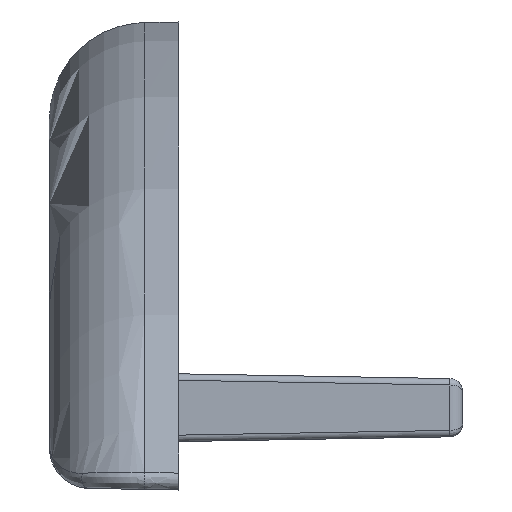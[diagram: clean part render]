
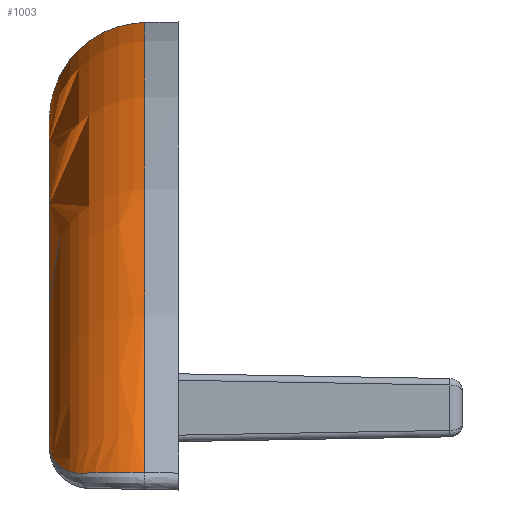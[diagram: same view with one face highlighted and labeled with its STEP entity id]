
A CAD part, left-side view. The second image highlights one B-rep face of the part: STEP entity #1003.
In plain terms, the highlighted toroidal (fillet/blend) face has major radius 52.155 mm and minor radius 3 mm.
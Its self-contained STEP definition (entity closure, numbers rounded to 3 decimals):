
#207 = CARTESIAN_POINT ( 'NONE',  ( 30.961, 4., -5.702 ) ) ;
#210 = CARTESIAN_POINT ( 'NONE',  ( 35.568, 2.963, -6.48 ) ) ;
#229 = VERTEX_POINT ( 'NONE', #385 ) ;
#322 = CARTESIAN_POINT ( 'NONE',  ( -32.548, 3.921, -6.019 ) ) ;
#385 = CARTESIAN_POINT ( 'NONE',  ( -35.568, 2.963, -6.48 ) ) ;
#415 = CARTESIAN_POINT ( 'NONE',  ( -35.717, 2.845, -6.474 ) ) ;
#439 = ORIENTED_EDGE ( 'NONE', *, *, #4684, .T. ) ;
#440 = B_SPLINE_CURVE_WITH_KNOTS ( 'NONE', 3,
 ( #2421, #3195, #1316, #3942, #1702, #4317, #2080, #4693, #2460, #210 ),
 .UNSPECIFIED., .F., .F.,
 ( 4, 2, 2, 2, 4 ),
 ( 0., 0.001, 0.001, 0.002, 0.002 ),
 .UNSPECIFIED. ) ;
#568 = CARTESIAN_POINT ( 'NONE',  ( 35.568, 2.963, -6.48 ) ) ;
#669 = TOROIDAL_SURFACE ( 'NONE', #4631, 52.155, 3. ) ;
#700 = CARTESIAN_POINT ( 'NONE',  ( -33.723, 3.73, -6.248 ) ) ;
#941 = CARTESIAN_POINT ( 'NONE',  ( 35.23, 3.191, -6.473 ) ) ;
#1003 = ADVANCED_FACE ( 'NONE', ( #3656 ), #669, .T. ) ;
#1062 = AXIS2_PLACEMENT_3D ( 'NONE', #3745, #1501, #4110 ) ;
#1078 = CARTESIAN_POINT ( 'NONE',  ( -34.676, 3.443, -6.408 ) ) ;
#1081 = EDGE_CURVE ( 'NONE', #3424, #4665, #440, .T. ) ;
#1089 = CARTESIAN_POINT ( 'NONE',  ( 30.961, 4., -5.702 ) ) ;
#1167 = CARTESIAN_POINT ( 'NONE',  ( -36.108, 2.44, -6.462 ) ) ;
#1314 = CARTESIAN_POINT ( 'NONE',  ( 34.676, 3.443, -6.408 ) ) ;
#1316 = CARTESIAN_POINT ( 'NONE',  ( 36.61, 1.428, -6.453 ) ) ;
#1425 = B_SPLINE_CURVE_WITH_KNOTS ( 'NONE', 3,
 ( #2941, #2198, #2577, #322, #2956, #700, #3321, #1078, #3698, #1463, #4075, #1837 ),
 .UNSPECIFIED., .F., .F.,
 ( 4, 2, 2, 2, 2, 4 ),
 ( 0., 0.001, 0.002, 0.004, 0.004, 0.005 ),
 .UNSPECIFIED. ) ;
#1463 = CARTESIAN_POINT ( 'NONE',  ( -35.23, 3.191, -6.473 ) ) ;
#1501 = DIRECTION ( 'NONE',  ( 0., -1., 0. ) ) ;
#1504 = DIRECTION ( 'NONE',  ( 0., 1., 0. ) ) ;
#1542 = CARTESIAN_POINT ( 'NONE',  ( -36.417, 1.963, -6.454 ) ) ;
#1560 = DIRECTION ( 'NONE',  ( 0., -1., 0. ) ) ;
#1701 = CARTESIAN_POINT ( 'NONE',  ( 33.723, 3.73, -6.248 ) ) ;
#1702 = CARTESIAN_POINT ( 'NONE',  ( 36.418, 1.961, -6.454 ) ) ;
#1837 = CARTESIAN_POINT ( 'NONE',  ( -35.568, 2.963, -6.48 ) ) ;
#1906 = CARTESIAN_POINT ( 'NONE',  ( -35.568, 2.963, -6.48 ) ) ;
#1927 = CARTESIAN_POINT ( 'NONE',  ( -36.609, 1.43, -6.453 ) ) ;
#1957 = ORIENTED_EDGE ( 'NONE', *, *, #1081, .T. ) ;
#2079 = CARTESIAN_POINT ( 'NONE',  ( 32.548, 3.921, -6.019 ) ) ;
#2080 = CARTESIAN_POINT ( 'NONE',  ( 36.11, 2.437, -6.461 ) ) ;
#2170 = ORIENTED_EDGE ( 'NONE', *, *, #3589, .T. ) ;
#2198 = CARTESIAN_POINT ( 'NONE',  ( -31.359, 4., -5.78 ) ) ;
#2271 = ORIENTED_EDGE ( 'NONE', *, *, #3655, .F. ) ;
#2300 = CARTESIAN_POINT ( 'NONE',  ( -36.651, 1.052, -6.458 ) ) ;
#2337 = DIRECTION ( 'NONE',  ( 0., 0., -1. ) ) ;
#2421 = CARTESIAN_POINT ( 'NONE',  ( 36.651, 1.052, -6.458 ) ) ;
#2438 = CARTESIAN_POINT ( 'NONE',  ( 35.568, 2.963, -6.48 ) ) ;
#2447 = VERTEX_POINT ( 'NONE', #3718 ) ;
#2459 = CARTESIAN_POINT ( 'NONE',  ( 31.359, 4., -5.78 ) ) ;
#2460 = CARTESIAN_POINT ( 'NONE',  ( 35.717, 2.845, -6.474 ) ) ;
#2577 = CARTESIAN_POINT ( 'NONE',  ( -31.756, 3.985, -5.86 ) ) ;
#2588 = EDGE_CURVE ( 'NONE', #229, #2447, #2874, .T. ) ;
#2721 = AXIS2_PLACEMENT_3D ( 'NONE', #3746, #1504, #4111 ) ;
#2738 = CIRCLE ( 'NONE', #2721, 52.155 ) ;
#2874 = B_SPLINE_CURVE_WITH_KNOTS ( 'NONE', 3,
 ( #1906, #415, #3402, #1167, #3786, #1542, #4151, #1927, #4531, #2300 ),
 .UNSPECIFIED., .F., .F.,
 ( 4, 2, 2, 2, 4 ),
 ( 0., 0.001, 0.001, 0.002, 0.002 ),
 .UNSPECIFIED. ) ;
#2941 = CARTESIAN_POINT ( 'NONE',  ( -30.961, 4., -5.702 ) ) ;
#2956 = CARTESIAN_POINT ( 'NONE',  ( -32.944, 3.872, -6.098 ) ) ;
#3070 = CARTESIAN_POINT ( 'NONE',  ( -30.961, 4., -5.702 ) ) ;
#3179 = CARTESIAN_POINT ( 'NONE',  ( 35.406, 3.09, -6.486 ) ) ;
#3195 = CARTESIAN_POINT ( 'NONE',  ( 36.643, 1.243, -6.455 ) ) ;
#3282 = VERTEX_POINT ( 'NONE', #1089 ) ;
#3313 = EDGE_CURVE ( 'NONE', #3424, #2447, #3793, .T. ) ;
#3321 = CARTESIAN_POINT ( 'NONE',  ( -34.108, 3.638, -6.32 ) ) ;
#3402 = CARTESIAN_POINT ( 'NONE',  ( -35.855, 2.718, -6.47 ) ) ;
#3424 = VERTEX_POINT ( 'NONE', #3964 ) ;
#3441 = ORIENTED_EDGE ( 'NONE', *, *, #2588, .T. ) ;
#3559 = CARTESIAN_POINT ( 'NONE',  ( 34.865, 3.369, -6.435 ) ) ;
#3589 = EDGE_CURVE ( 'NONE', #4578, #229, #1425, .T. ) ;
#3655 = EDGE_CURVE ( 'NONE', #4578, #3282, #2738, .T. ) ;
#3656 = FACE_OUTER_BOUND ( 'NONE', #4305, .T. ) ;
#3698 = CARTESIAN_POINT ( 'NONE',  ( -34.865, 3.369, -6.435 ) ) ;
#3718 = CARTESIAN_POINT ( 'NONE',  ( -36.651, 1.052, -6.458 ) ) ;
#3745 = CARTESIAN_POINT ( 'NONE',  ( 0., 1.052, -47.673 ) ) ;
#3746 = CARTESIAN_POINT ( 'NONE',  ( 0., 4., -47.673 ) ) ;
#3786 = CARTESIAN_POINT ( 'NONE',  ( -36.223, 2.287, -6.458 ) ) ;
#3793 = CIRCLE ( 'NONE', #1062, 55.154 ) ;
#3939 = CARTESIAN_POINT ( 'NONE',  ( 34.108, 3.638, -6.32 ) ) ;
#3942 = CARTESIAN_POINT ( 'NONE',  ( 36.497, 1.787, -6.453 ) ) ;
#3964 = CARTESIAN_POINT ( 'NONE',  ( 36.651, 1.052, -6.458 ) ) ;
#4031 = ORIENTED_EDGE ( 'NONE', *, *, #3313, .F. ) ;
#4075 = CARTESIAN_POINT ( 'NONE',  ( -35.406, 3.09, -6.486 ) ) ;
#4110 = DIRECTION ( 'NONE',  ( 0., 0., 1. ) ) ;
#4111 = DIRECTION ( 'NONE',  ( 0., 0., -1. ) ) ;
#4151 = CARTESIAN_POINT ( 'NONE',  ( -36.495, 1.792, -6.453 ) ) ;
#4188 = CARTESIAN_POINT ( 'NONE',  ( 0., 1., -47.673 ) ) ;
#4305 = EDGE_LOOP ( 'NONE', ( #2271, #2170, #3441, #4031, #1957, #439 ) ) ;
#4314 = CARTESIAN_POINT ( 'NONE',  ( 32.944, 3.872, -6.098 ) ) ;
#4317 = CARTESIAN_POINT ( 'NONE',  ( 36.225, 2.285, -6.458 ) ) ;
#4469 = B_SPLINE_CURVE_WITH_KNOTS ( 'NONE', 3,
 ( #568, #3179, #941, #3559, #1314, #3939, #1701, #4314, #2079, #4691, #2459, #207 ),
 .UNSPECIFIED., .F., .F.,
 ( 4, 2, 2, 2, 2, 4 ),
 ( 0., 0.001, 0.001, 0.002, 0.004, 0.005 ),
 .UNSPECIFIED. ) ;
#4531 = CARTESIAN_POINT ( 'NONE',  ( -36.643, 1.243, -6.455 ) ) ;
#4578 = VERTEX_POINT ( 'NONE', #3070 ) ;
#4631 = AXIS2_PLACEMENT_3D ( 'NONE', #4188, #1560, #2337 ) ;
#4665 = VERTEX_POINT ( 'NONE', #2438 ) ;
#4684 = EDGE_CURVE ( 'NONE', #4665, #3282, #4469, .T. ) ;
#4691 = CARTESIAN_POINT ( 'NONE',  ( 31.756, 3.985, -5.86 ) ) ;
#4693 = CARTESIAN_POINT ( 'NONE',  ( 35.856, 2.717, -6.47 ) ) ;
